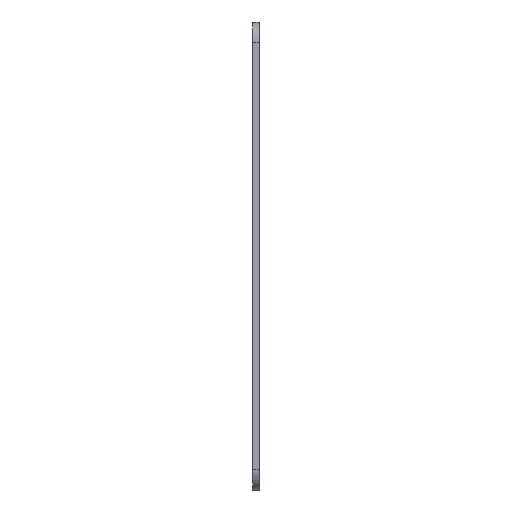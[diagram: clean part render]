
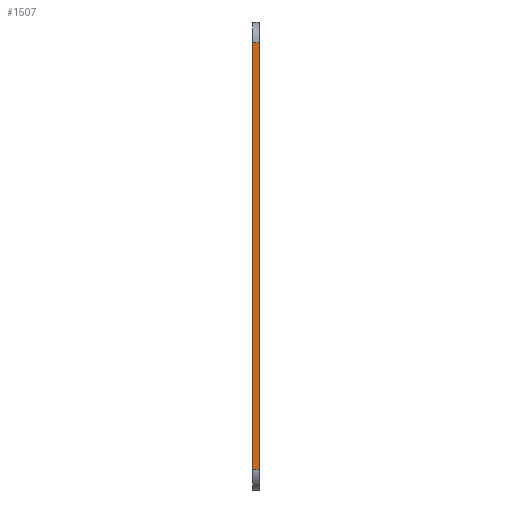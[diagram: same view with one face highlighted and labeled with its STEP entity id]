
A CAD part, left-side view. The second image highlights one B-rep face of the part: STEP entity #1507.
In plain terms, the highlighted planar face has unit normal (-1, 0, 0).
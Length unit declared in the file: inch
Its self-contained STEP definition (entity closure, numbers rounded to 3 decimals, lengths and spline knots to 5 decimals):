
#432 = EDGE_CURVE ( 'NONE', #12762, #25368, #11932, .T. ) ;
#717 = CARTESIAN_POINT ( 'NONE',  ( 0., -0.0625, -0.1875 ) ) ;
#934 = VERTEX_POINT ( 'NONE', #717 ) ;
#1416 = EDGE_LOOP ( 'NONE', ( #24169, #28282, #7977, #1580 ) ) ;
#1507 = ADVANCED_FACE ( 'NONE', ( #20436 ), #11096, .T. ) ;
#1580 = ORIENTED_EDGE ( 'NONE', *, *, #432, .T. ) ;
#5629 = DIRECTION ( 'NONE',  ( 0., -1., 0. ) ) ;
#5817 = VERTEX_POINT ( 'NONE', #6054 ) ;
#6054 = CARTESIAN_POINT ( 'NONE',  ( 0., 0., -0.1875 ) ) ;
#7977 = ORIENTED_EDGE ( 'NONE', *, *, #22165, .F. ) ;
#8298 = CARTESIAN_POINT ( 'NONE',  ( 0., -0.0625, 0. ) ) ;
#8938 = LINE ( 'NONE', #11229, #13575 ) ;
#11096 = PLANE ( 'NONE',  #26647 ) ;
#11229 = CARTESIAN_POINT ( 'NONE',  ( 0., -0.0625, -0.1875 ) ) ;
#11271 = EDGE_CURVE ( 'NONE', #25368, #934, #11323, .T. ) ;
#11305 = CARTESIAN_POINT ( 'NONE',  ( 0., 0., -4.01776 ) ) ;
#11323 = LINE ( 'NONE', #8298, #28817 ) ;
#11932 = LINE ( 'NONE', #26175, #23728 ) ;
#12762 = VERTEX_POINT ( 'NONE', #11305 ) ;
#13188 = LINE ( 'NONE', #16277, #18521 ) ;
#13398 = DIRECTION ( 'NONE',  ( -1., 0., 0. ) ) ;
#13575 = VECTOR ( 'NONE', #22571, 39.37008 ) ;
#14294 = CARTESIAN_POINT ( 'NONE',  ( 0., -0.0625, -4.01776 ) ) ;
#15591 = CARTESIAN_POINT ( 'NONE',  ( 0., -0.0625, 0. ) ) ;
#16277 = CARTESIAN_POINT ( 'NONE',  ( 0., 0., 0. ) ) ;
#18521 = VECTOR ( 'NONE', #18558, 39.37008 ) ;
#18558 = DIRECTION ( 'NONE',  ( 0., 0., 1. ) ) ;
#20436 = FACE_OUTER_BOUND ( 'NONE', #1416, .T. ) ;
#21837 = DIRECTION ( 'NONE',  ( 0., 0., 1. ) ) ;
#22165 = EDGE_CURVE ( 'NONE', #12762, #5817, #13188, .T. ) ;
#22571 = DIRECTION ( 'NONE',  ( 0., 1., 0. ) ) ;
#23728 = VECTOR ( 'NONE', #5629, 39.37008 ) ;
#24169 = ORIENTED_EDGE ( 'NONE', *, *, #11271, .T. ) ;
#25368 = VERTEX_POINT ( 'NONE', #14294 ) ;
#26175 = CARTESIAN_POINT ( 'NONE',  ( 0., -0.0625, -4.01776 ) ) ;
#26389 = EDGE_CURVE ( 'NONE', #934, #5817, #8938, .T. ) ;
#26647 = AXIS2_PLACEMENT_3D ( 'NONE', #15591, #13398, #29350 ) ;
#28282 = ORIENTED_EDGE ( 'NONE', *, *, #26389, .T. ) ;
#28817 = VECTOR ( 'NONE', #21837, 39.37008 ) ;
#29350 = DIRECTION ( 'NONE',  ( 0., 0., 1. ) ) ;
